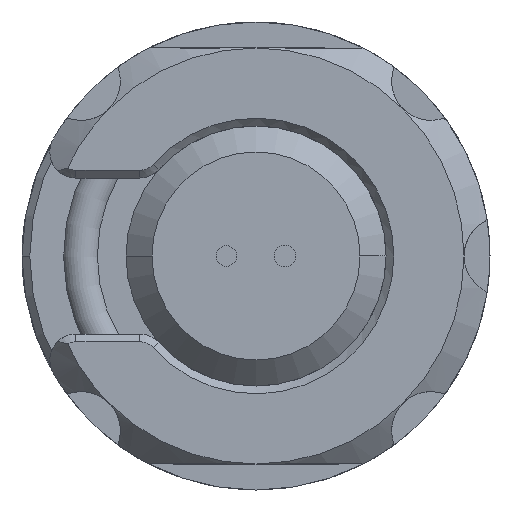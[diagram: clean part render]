
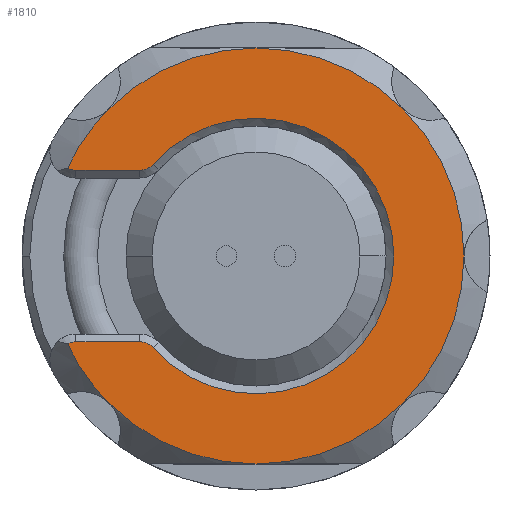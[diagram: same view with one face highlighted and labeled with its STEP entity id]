
A CAD part, front view. The second image highlights one B-rep face of the part: STEP entity #1810.
In plain terms, the highlighted planar face has unit normal (0, -1, 0).
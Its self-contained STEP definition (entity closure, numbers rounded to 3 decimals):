
#13 = EDGE_CURVE ( 'NONE', #900, #1419, #2875, .T. ) ;
#43 = EDGE_CURVE ( 'NONE', #2701, #4050, #5257, .T. ) ;
#76 = CARTESIAN_POINT ( 'NONE',  ( -3.95, -10.652, -3.533 ) ) ;
#150 = CIRCLE ( 'NONE', #3687, 0.7 ) ;
#179 = CIRCLE ( 'NONE', #1418, 0.7 ) ;
#238 = EDGE_CURVE ( 'NONE', #3391, #900, #4902, .T. ) ;
#247 = EDGE_CURVE ( 'NONE', #1882, #2329, #842, .T. ) ;
#260 = CARTESIAN_POINT ( 'NONE',  ( 0., -10.652, 0. ) ) ;
#264 = DIRECTION ( 'NONE',  ( 0., 1., 0. ) ) ;
#325 = VERTEX_POINT ( 'NONE', #906 ) ;
#398 = CARTESIAN_POINT ( 'NONE',  ( 0., -10.652, 0. ) ) ;
#400 = AXIS2_PLACEMENT_3D ( 'NONE', #4306, #2648, #5194 ) ;
#434 = ORIENTED_EDGE ( 'NONE', *, *, #238, .T. ) ;
#453 = ORIENTED_EDGE ( 'NONE', *, *, #43, .T. ) ;
#488 = AXIS2_PLACEMENT_3D ( 'NONE', #4864, #5250, #1409 ) ;
#501 = DIRECTION ( 'NONE',  ( -0.707, 0., 0.707 ) ) ;
#523 = CARTESIAN_POINT ( 'NONE',  ( 5.657, -10.652, -5.657 ) ) ;
#649 = VERTEX_POINT ( 'NONE', #2400 ) ;
#680 = PLANE ( 'NONE',  #4685 ) ;
#763 = EDGE_CURVE ( 'NONE', #2329, #1558, #2228, .T. ) ;
#783 = DIRECTION ( 'NONE',  ( -0.707, 0., 0.707 ) ) ;
#818 = VERTEX_POINT ( 'NONE', #523 ) ;
#836 = DIRECTION ( 'NONE',  ( -1., 0., 0. ) ) ;
#842 = CIRCLE ( 'NONE', #1544, 0.7 ) ;
#900 = VERTEX_POINT ( 'NONE', #76 ) ;
#906 = CARTESIAN_POINT ( 'NONE',  ( -5.657, -10.652, 5.657 ) ) ;
#981 = EDGE_CURVE ( 'NONE', #4050, #325, #3229, .T. ) ;
#1014 = DIRECTION ( 'NONE',  ( 0., -1., 0. ) ) ;
#1050 = DIRECTION ( 'NONE',  ( 0., -1., 0. ) ) ;
#1105 = CARTESIAN_POINT ( 'NONE',  ( 0., -10.652, 0. ) ) ;
#1113 = CARTESIAN_POINT ( 'NONE',  ( -6.928, -10.652, -4. ) ) ;
#1130 = DIRECTION ( 'NONE',  ( -0.707, 0., 0.707 ) ) ;
#1175 = CARTESIAN_POINT ( 'NONE',  ( 5.657, -10.652, 5.657 ) ) ;
#1230 = CARTESIAN_POINT ( 'NONE',  ( 0., -10.652, 8. ) ) ;
#1266 = EDGE_CURVE ( 'NONE', #2231, #2701, #4700, .T. ) ;
#1297 = EDGE_CURVE ( 'NONE', #1419, #4113, #1582, .T. ) ;
#1323 = CARTESIAN_POINT ( 'NONE',  ( -4.472, -10.652, 3.3 ) ) ;
#1409 = DIRECTION ( 'NONE',  ( -0.707, 0., 0.707 ) ) ;
#1418 = AXIS2_PLACEMENT_3D ( 'NONE', #1113, #1583, #4184 ) ;
#1419 = VERTEX_POINT ( 'NONE', #5203 ) ;
#1440 = EDGE_CURVE ( 'NONE', #649, #818, #3725, .T. ) ;
#1452 = ORIENTED_EDGE ( 'NONE', *, *, #763, .T. ) ;
#1544 = AXIS2_PLACEMENT_3D ( 'NONE', #2421, #3590, #2866 ) ;
#1558 = VERTEX_POINT ( 'NONE', #1323 ) ;
#1582 = LINE ( 'NONE', #5474, #3027 ) ;
#1583 = DIRECTION ( 'NONE',  ( 0., -1., 0. ) ) ;
#1597 = AXIS2_PLACEMENT_3D ( 'NONE', #1105, #5254, #1130 ) ;
#1604 = AXIS2_PLACEMENT_3D ( 'NONE', #1687, #4647, #501 ) ;
#1657 = DIRECTION ( 'NONE',  ( -1., 0., 0. ) ) ;
#1687 = CARTESIAN_POINT ( 'NONE',  ( 0., -10.652, 0. ) ) ;
#1734 = CARTESIAN_POINT ( 'NONE',  ( -4.472, -10.652, 3.3 ) ) ;
#1774 = CIRCLE ( 'NONE', #1597, 8. ) ;
#1810 = ADVANCED_FACE ( 'NONE', ( #2360 ), #680, .T. ) ;
#1819 = DIRECTION ( 'NONE',  ( 1., 0., 0. ) ) ;
#1882 = VERTEX_POINT ( 'NONE', #3164 ) ;
#1909 = EDGE_CURVE ( 'NONE', #1963, #649, #1774, .T. ) ;
#1945 = DIRECTION ( 'NONE',  ( 0., -1., 0. ) ) ;
#1946 = ORIENTED_EDGE ( 'NONE', *, *, #2792, .T. ) ;
#1953 = CARTESIAN_POINT ( 'NONE',  ( -6.928, -10.652, 3.3 ) ) ;
#1963 = VERTEX_POINT ( 'NONE', #2430 ) ;
#1969 = DIRECTION ( 'NONE',  ( 0., -1., 0. ) ) ;
#2007 = CIRCLE ( 'NONE', #5104, 8. ) ;
#2068 = AXIS2_PLACEMENT_3D ( 'NONE', #5324, #1014, #4884 ) ;
#2094 = CARTESIAN_POINT ( 'NONE',  ( -4.472, -10.652, -4. ) ) ;
#2205 = CARTESIAN_POINT ( 'NONE',  ( 8., -10.652, 0. ) ) ;
#2228 = LINE ( 'NONE', #1734, #4187 ) ;
#2231 = VERTEX_POINT ( 'NONE', #2205 ) ;
#2266 = ORIENTED_EDGE ( 'NONE', *, *, #1909, .T. ) ;
#2286 = CARTESIAN_POINT ( 'NONE',  ( -4.472, -10.652, 4. ) ) ;
#2329 = VERTEX_POINT ( 'NONE', #1953 ) ;
#2360 = FACE_OUTER_BOUND ( 'NONE', #2468, .T. ) ;
#2400 = CARTESIAN_POINT ( 'NONE',  ( 0., -10.652, -8. ) ) ;
#2421 = CARTESIAN_POINT ( 'NONE',  ( -6.928, -10.652, 4. ) ) ;
#2430 = CARTESIAN_POINT ( 'NONE',  ( -5.657, -10.652, -5.657 ) ) ;
#2439 = DIRECTION ( 'NONE',  ( -0.707, 0., 0.707 ) ) ;
#2468 = EDGE_LOOP ( 'NONE', ( #2890, #3069, #1946, #2266, #3215, #2521, #4284, #453, #4978, #4323, #3011, #1452, #3341, #434, #3712 ) ) ;
#2521 = ORIENTED_EDGE ( 'NONE', *, *, #3424, .T. ) ;
#2548 = EDGE_CURVE ( 'NONE', #1558, #3391, #150, .T. ) ;
#2569 = DIRECTION ( 'NONE',  ( 0., -1., 0. ) ) ;
#2648 = DIRECTION ( 'NONE',  ( 0., -1., 0. ) ) ;
#2655 = CARTESIAN_POINT ( 'NONE',  ( 0., -10.652, 0. ) ) ;
#2701 = VERTEX_POINT ( 'NONE', #1175 ) ;
#2792 = EDGE_CURVE ( 'NONE', #4682, #1963, #2007, .T. ) ;
#2859 = EDGE_CURVE ( 'NONE', #4113, #4682, #179, .T. ) ;
#2866 = DIRECTION ( 'NONE',  ( -1., 0., 0. ) ) ;
#2875 = CIRCLE ( 'NONE', #4457, 0.7 ) ;
#2890 = ORIENTED_EDGE ( 'NONE', *, *, #1297, .T. ) ;
#2913 = CARTESIAN_POINT ( 'NONE',  ( -7.251, -10.652, -3.379 ) ) ;
#2966 = AXIS2_PLACEMENT_3D ( 'NONE', #4554, #264, #3211 ) ;
#2972 = CARTESIAN_POINT ( 'NONE',  ( -6.928, -10.652, -3.3 ) ) ;
#3011 = ORIENTED_EDGE ( 'NONE', *, *, #247, .T. ) ;
#3027 = VECTOR ( 'NONE', #836, 1000. ) ;
#3069 = ORIENTED_EDGE ( 'NONE', *, *, #2859, .T. ) ;
#3164 = CARTESIAN_POINT ( 'NONE',  ( -7.251, -10.652, 3.379 ) ) ;
#3211 = DIRECTION ( 'NONE',  ( -1., 0., 0. ) ) ;
#3215 = ORIENTED_EDGE ( 'NONE', *, *, #1440, .T. ) ;
#3229 = CIRCLE ( 'NONE', #2068, 8. ) ;
#3336 = DIRECTION ( 'NONE',  ( 0., -1., 0. ) ) ;
#3341 = ORIENTED_EDGE ( 'NONE', *, *, #2548, .T. ) ;
#3362 = CARTESIAN_POINT ( 'NONE',  ( 0., -10.652, 0. ) ) ;
#3380 = CIRCLE ( 'NONE', #1604, 8. ) ;
#3391 = VERTEX_POINT ( 'NONE', #3843 ) ;
#3424 = EDGE_CURVE ( 'NONE', #818, #2231, #3380, .T. ) ;
#3590 = DIRECTION ( 'NONE',  ( 0., -1., 0. ) ) ;
#3649 = DIRECTION ( 'NONE',  ( -0.707, 0., 0.707 ) ) ;
#3687 = AXIS2_PLACEMENT_3D ( 'NONE', #2286, #1050, #5174 ) ;
#3712 = ORIENTED_EDGE ( 'NONE', *, *, #13, .T. ) ;
#3725 = CIRCLE ( 'NONE', #4430, 8. ) ;
#3796 = EDGE_CURVE ( 'NONE', #325, #1882, #3931, .T. ) ;
#3843 = CARTESIAN_POINT ( 'NONE',  ( -3.95, -10.652, 3.533 ) ) ;
#3931 = CIRCLE ( 'NONE', #488, 8. ) ;
#4050 = VERTEX_POINT ( 'NONE', #1230 ) ;
#4113 = VERTEX_POINT ( 'NONE', #2972 ) ;
#4184 = DIRECTION ( 'NONE',  ( -1., 0., 0. ) ) ;
#4187 = VECTOR ( 'NONE', #1819, 1000. ) ;
#4284 = ORIENTED_EDGE ( 'NONE', *, *, #1266, .T. ) ;
#4306 = CARTESIAN_POINT ( 'NONE',  ( 0., -10.652, 0. ) ) ;
#4323 = ORIENTED_EDGE ( 'NONE', *, *, #3796, .T. ) ;
#4430 = AXIS2_PLACEMENT_3D ( 'NONE', #2655, #2569, #4789 ) ;
#4457 = AXIS2_PLACEMENT_3D ( 'NONE', #2094, #5444, #1657 ) ;
#4554 = CARTESIAN_POINT ( 'NONE',  ( 0., -10.652, 0. ) ) ;
#4647 = DIRECTION ( 'NONE',  ( 0., -1., 0. ) ) ;
#4682 = VERTEX_POINT ( 'NONE', #2913 ) ;
#4685 = AXIS2_PLACEMENT_3D ( 'NONE', #260, #1945, #3649 ) ;
#4700 = CIRCLE ( 'NONE', #5404, 8. ) ;
#4789 = DIRECTION ( 'NONE',  ( -0.707, 0., 0.707 ) ) ;
#4864 = CARTESIAN_POINT ( 'NONE',  ( 0., -10.652, 0. ) ) ;
#4884 = DIRECTION ( 'NONE',  ( -0.707, 0., 0.707 ) ) ;
#4902 = CIRCLE ( 'NONE', #2966, 5.3 ) ;
#4978 = ORIENTED_EDGE ( 'NONE', *, *, #981, .T. ) ;
#5104 = AXIS2_PLACEMENT_3D ( 'NONE', #398, #1969, #2439 ) ;
#5174 = DIRECTION ( 'NONE',  ( -1., 0., 0. ) ) ;
#5194 = DIRECTION ( 'NONE',  ( -0.707, 0., 0.707 ) ) ;
#5203 = CARTESIAN_POINT ( 'NONE',  ( -4.472, -10.652, -3.3 ) ) ;
#5250 = DIRECTION ( 'NONE',  ( 0., -1., 0. ) ) ;
#5254 = DIRECTION ( 'NONE',  ( 0., -1., 0. ) ) ;
#5257 = CIRCLE ( 'NONE', #400, 8. ) ;
#5324 = CARTESIAN_POINT ( 'NONE',  ( 0., -10.652, 0. ) ) ;
#5404 = AXIS2_PLACEMENT_3D ( 'NONE', #3362, #3336, #783 ) ;
#5444 = DIRECTION ( 'NONE',  ( 0., -1., 0. ) ) ;
#5474 = CARTESIAN_POINT ( 'NONE',  ( -6.928, -10.652, -3.3 ) ) ;
